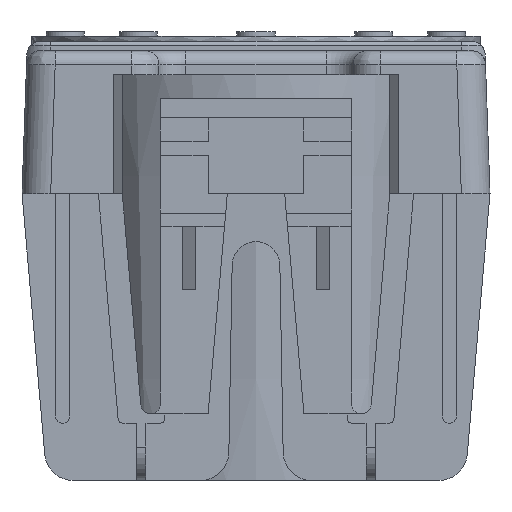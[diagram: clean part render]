
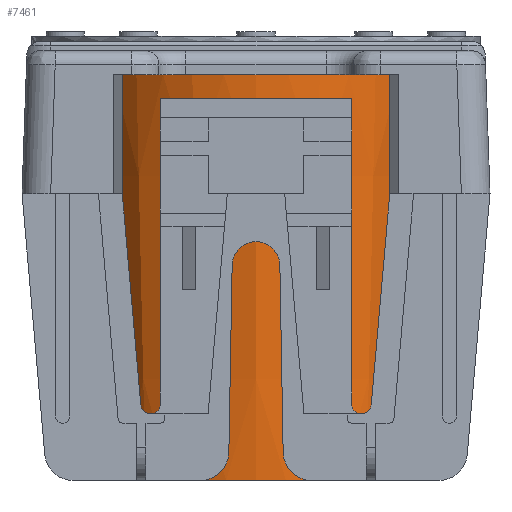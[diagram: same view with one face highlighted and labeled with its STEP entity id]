
A CAD part, left-side view. The second image highlights one B-rep face of the part: STEP entity #7461.
In plain terms, the highlighted conical face has half-angle 2 degrees and reference radius 19.6 mm.
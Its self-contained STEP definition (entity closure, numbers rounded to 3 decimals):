
#20=CONICAL_SURFACE('',#7972,19.6,0.035);
#160=CIRCLE('',#7955,17.994);
#168=CIRCLE('',#7973,19.478);
#753=FACE_OUTER_BOUND('',#1162,.T.);
#1162=EDGE_LOOP('',(#5837,#5838,#5839,#5840));
#1679=LINE('',#11708,#2547);
#2547=VECTOR('',#9026,19.6);
#3499=VERTEX_POINT('',#11677);
#3504=VERTEX_POINT('',#11707);
#4352=EDGE_CURVE('',#3499,#3499,#160,.T.);
#4365=EDGE_CURVE('',#3499,#3504,#1679,.T.);
#4366=EDGE_CURVE('',#3504,#3504,#168,.T.);
#5837=ORIENTED_EDGE('',*,*,#4352,.T.);
#5838=ORIENTED_EDGE('',*,*,#4365,.T.);
#5839=ORIENTED_EDGE('',*,*,#4366,.F.);
#5840=ORIENTED_EDGE('',*,*,#4365,.F.);
#7461=ADVANCED_FACE('',(#753),#20,.T.);
#7955=AXIS2_PLACEMENT_3D('',#11678,#8986,#8987);
#7972=AXIS2_PLACEMENT_3D('',#11706,#9024,#9025);
#7973=AXIS2_PLACEMENT_3D('',#11709,#9027,#9028);
#8986=DIRECTION('center_axis',(0.,0.,1.));
#8987=DIRECTION('ref_axis',(-1.,0.,0.));
#9024=DIRECTION('center_axis',(0.,0.,1.));
#9025=DIRECTION('ref_axis',(-1.,0.,0.));
#9026=DIRECTION('',(0.035,0.,0.999));
#9027=DIRECTION('center_axis',(0.,0.,1.));
#9028=DIRECTION('ref_axis',(-1.,0.,0.));
#11677=CARTESIAN_POINT('',(17.994,0.,-42.5));
#11678=CARTESIAN_POINT('Origin',(0.,0.,-42.5));
#11706=CARTESIAN_POINT('Origin',(0.,0.,3.5));
#11707=CARTESIAN_POINT('',(19.478,0.,0.));
#11708=CARTESIAN_POINT('',(19.6,0.,3.5));
#11709=CARTESIAN_POINT('Origin',(0.,0.,0.));
